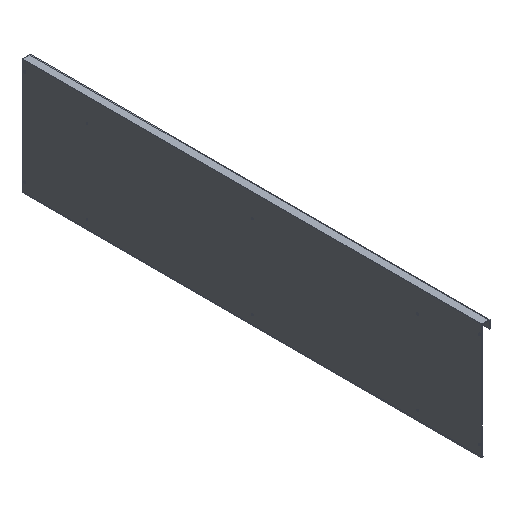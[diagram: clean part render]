
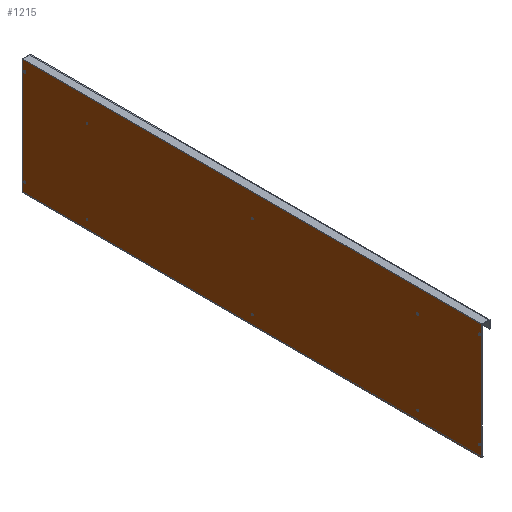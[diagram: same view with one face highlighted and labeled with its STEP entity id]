
A CAD part, isometric view. The second image highlights one B-rep face of the part: STEP entity #1215.
In plain terms, the highlighted planar face has unit normal (-1, 0, 0).
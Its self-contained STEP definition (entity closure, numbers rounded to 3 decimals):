
#1 = DIRECTION ( 'NONE',  ( 1., 0., 0. ) ) ;
#2 = CIRCLE ( 'NONE', #733, 3.25 ) ;
#7 = EDGE_CURVE ( 'NONE', #12, #1103, #967, .T. ) ;
#9 = VERTEX_POINT ( 'NONE', #858 ) ;
#12 = VERTEX_POINT ( 'NONE', #125 ) ;
#24 = DIRECTION ( 'NONE',  ( 0., 0., 1. ) ) ;
#27 = EDGE_LOOP ( 'NONE', ( #520, #1428, #211, #1111 ) ) ;
#34 = DIRECTION ( 'NONE',  ( 1., 0., 0. ) ) ;
#41 = DIRECTION ( 'NONE',  ( 0., 0., 1. ) ) ;
#46 = CARTESIAN_POINT ( 'NONE',  ( 0., -800., 0. ) ) ;
#59 = DIRECTION ( 'NONE',  ( -1., 0., 0. ) ) ;
#63 = CARTESIAN_POINT ( 'NONE',  ( 0., 800., -402.5 ) ) ;
#69 = EDGE_CURVE ( 'NONE', #658, #469, #983, .T. ) ;
#76 = FACE_BOUND ( 'NONE', #394, .T. ) ;
#104 = CARTESIAN_POINT ( 'NONE',  ( 0., -791., -364.25 ) ) ;
#125 = CARTESIAN_POINT ( 'NONE',  ( 0., 791., -370.75 ) ) ;
#132 = EDGE_CURVE ( 'NONE', #697, #451, #493, .T. ) ;
#138 = CARTESIAN_POINT ( 'NONE',  ( 0., 791., -35. ) ) ;
#156 = EDGE_CURVE ( 'NONE', #364, #276, #1397, .T. ) ;
#168 = ORIENTED_EDGE ( 'NONE', *, *, #1015, .T. ) ;
#170 = VECTOR ( 'NONE', #1434, 1000. ) ;
#172 = LINE ( 'NONE', #1310, #457 ) ;
#175 = EDGE_CURVE ( 'NONE', #276, #451, #172, .T. ) ;
#182 = DIRECTION ( 'NONE',  ( 1., 0., 0. ) ) ;
#202 = CARTESIAN_POINT ( 'NONE',  ( 0., -791., -370.75 ) ) ;
#203 = ORIENTED_EDGE ( 'NONE', *, *, #1151, .T. ) ;
#211 = ORIENTED_EDGE ( 'NONE', *, *, #719, .T. ) ;
#227 = EDGE_LOOP ( 'NONE', ( #429, #168 ) ) ;
#234 = EDGE_CURVE ( 'NONE', #544, #1123, #1304, .T. ) ;
#242 = DIRECTION ( 'NONE',  ( 0., 0., 1. ) ) ;
#245 = DIRECTION ( 'NONE',  ( 0., 0., -1. ) ) ;
#255 = ORIENTED_EDGE ( 'NONE', *, *, #545, .T. ) ;
#276 = VERTEX_POINT ( 'NONE', #46 ) ;
#291 = DIRECTION ( 'NONE',  ( 1., 0., 0. ) ) ;
#319 = DIRECTION ( 'NONE',  ( 0., 0., 1. ) ) ;
#324 = DIRECTION ( 'NONE',  ( 1., 0., 0. ) ) ;
#354 = DIRECTION ( 'NONE',  ( 0., 0., 1. ) ) ;
#364 = VERTEX_POINT ( 'NONE', #1292 ) ;
#377 = EDGE_LOOP ( 'NONE', ( #452, #203 ) ) ;
#394 = EDGE_LOOP ( 'NONE', ( #444, #862 ) ) ;
#414 = AXIS2_PLACEMENT_3D ( 'NONE', #63, #59, #1080 ) ;
#423 = EDGE_LOOP ( 'NONE', ( #255, #1353 ) ) ;
#429 = ORIENTED_EDGE ( 'NONE', *, *, #69, .T. ) ;
#444 = ORIENTED_EDGE ( 'NONE', *, *, #234, .T. ) ;
#451 = VERTEX_POINT ( 'NONE', #776 ) ;
#452 = ORIENTED_EDGE ( 'NONE', *, *, #7, .T. ) ;
#457 = VECTOR ( 'NONE', #245, 1000. ) ;
#465 = AXIS2_PLACEMENT_3D ( 'NONE', #1237, #182, #319 ) ;
#469 = VERTEX_POINT ( 'NONE', #773 ) ;
#471 = AXIS2_PLACEMENT_3D ( 'NONE', #771, #324, #354 ) ;
#493 = LINE ( 'NONE', #1419, #749 ) ;
#520 = ORIENTED_EDGE ( 'NONE', *, *, #175, .F. ) ;
#539 = DIRECTION ( 'NONE',  ( 0., -1., 0. ) ) ;
#544 = VERTEX_POINT ( 'NONE', #202 ) ;
#545 = EDGE_CURVE ( 'NONE', #916, #9, #2, .T. ) ;
#573 = AXIS2_PLACEMENT_3D ( 'NONE', #1159, #704, #41 ) ;
#637 = AXIS2_PLACEMENT_3D ( 'NONE', #1402, #667, #242 ) ;
#658 = VERTEX_POINT ( 'NONE', #1297 ) ;
#660 = DIRECTION ( 'NONE',  ( 0., 0., 1. ) ) ;
#667 = DIRECTION ( 'NONE',  ( 1., 0., 0. ) ) ;
#697 = VERTEX_POINT ( 'NONE', #1153 ) ;
#704 = DIRECTION ( 'NONE',  ( 1., 0., 0. ) ) ;
#707 = LINE ( 'NONE', #1291, #170 ) ;
#719 = EDGE_CURVE ( 'NONE', #364, #697, #707, .T. ) ;
#733 = AXIS2_PLACEMENT_3D ( 'NONE', #1093, #1037, #1016 ) ;
#742 = FACE_OUTER_BOUND ( 'NONE', #27, .T. ) ;
#746 = FACE_BOUND ( 'NONE', #423, .T. ) ;
#749 = VECTOR ( 'NONE', #920, 1000. ) ;
#750 = FACE_BOUND ( 'NONE', #377, .T. ) ;
#752 = FACE_BOUND ( 'NONE', #227, .T. ) ;
#771 = CARTESIAN_POINT ( 'NONE',  ( 0., -791., -367.5 ) ) ;
#773 = CARTESIAN_POINT ( 'NONE',  ( 0., 791., -31.75 ) ) ;
#776 = CARTESIAN_POINT ( 'NONE',  ( 0., -800., -402.5 ) ) ;
#840 = AXIS2_PLACEMENT_3D ( 'NONE', #1004, #291, #1128 ) ;
#851 = CIRCLE ( 'NONE', #471, 3.25 ) ;
#858 = CARTESIAN_POINT ( 'NONE',  ( 0., -791., -31.75 ) ) ;
#862 = ORIENTED_EDGE ( 'NONE', *, *, #1155, .T. ) ;
#871 = CIRCLE ( 'NONE', #465, 3.25 ) ;
#897 = AXIS2_PLACEMENT_3D ( 'NONE', #138, #1, #660 ) ;
#915 = CARTESIAN_POINT ( 'NONE',  ( 0., 791., -364.25 ) ) ;
#916 = VERTEX_POINT ( 'NONE', #918 ) ;
#917 = AXIS2_PLACEMENT_3D ( 'NONE', #1110, #34, #24 ) ;
#918 = CARTESIAN_POINT ( 'NONE',  ( 0., -791., -38.25 ) ) ;
#920 = DIRECTION ( 'NONE',  ( 0., -1., 0. ) ) ;
#946 = EDGE_CURVE ( 'NONE', #9, #916, #1325, .T. ) ;
#967 = CIRCLE ( 'NONE', #917, 3.25 ) ;
#983 = CIRCLE ( 'NONE', #897, 3.25 ) ;
#1004 = CARTESIAN_POINT ( 'NONE',  ( 0., -791., -367.5 ) ) ;
#1015 = EDGE_CURVE ( 'NONE', #469, #658, #1150, .T. ) ;
#1016 = DIRECTION ( 'NONE',  ( 0., 0., 1. ) ) ;
#1037 = DIRECTION ( 'NONE',  ( 1., 0., 0. ) ) ;
#1080 = DIRECTION ( 'NONE',  ( 0., 0., 1. ) ) ;
#1093 = CARTESIAN_POINT ( 'NONE',  ( 0., -791., -35. ) ) ;
#1103 = VERTEX_POINT ( 'NONE', #915 ) ;
#1110 = CARTESIAN_POINT ( 'NONE',  ( 0., 791., -367.5 ) ) ;
#1111 = ORIENTED_EDGE ( 'NONE', *, *, #132, .T. ) ;
#1123 = VERTEX_POINT ( 'NONE', #104 ) ;
#1128 = DIRECTION ( 'NONE',  ( 0., 0., 1. ) ) ;
#1150 = CIRCLE ( 'NONE', #573, 3.25 ) ;
#1151 = EDGE_CURVE ( 'NONE', #1103, #12, #871, .T. ) ;
#1153 = CARTESIAN_POINT ( 'NONE',  ( 0., 800., -402.5 ) ) ;
#1155 = EDGE_CURVE ( 'NONE', #1123, #544, #851, .T. ) ;
#1159 = CARTESIAN_POINT ( 'NONE',  ( 0., 791., -35. ) ) ;
#1167 = PLANE ( 'NONE',  #414 ) ;
#1180 = CARTESIAN_POINT ( 'NONE',  ( 0., 800., 0. ) ) ;
#1215 = ADVANCED_FACE ( 'NONE', ( #746, #76, #752, #750, #742 ), #1167, .T. ) ;
#1237 = CARTESIAN_POINT ( 'NONE',  ( 0., 791., -367.5 ) ) ;
#1291 = CARTESIAN_POINT ( 'NONE',  ( 0., 800., -402.5 ) ) ;
#1292 = CARTESIAN_POINT ( 'NONE',  ( 0., 800., 0. ) ) ;
#1297 = CARTESIAN_POINT ( 'NONE',  ( 0., 791., -38.25 ) ) ;
#1304 = CIRCLE ( 'NONE', #840, 3.25 ) ;
#1310 = CARTESIAN_POINT ( 'NONE',  ( 0., -800., -402.5 ) ) ;
#1325 = CIRCLE ( 'NONE', #637, 3.25 ) ;
#1338 = VECTOR ( 'NONE', #539, 1000. ) ;
#1353 = ORIENTED_EDGE ( 'NONE', *, *, #946, .T. ) ;
#1397 = LINE ( 'NONE', #1180, #1338 ) ;
#1402 = CARTESIAN_POINT ( 'NONE',  ( 0., -791., -35. ) ) ;
#1419 = CARTESIAN_POINT ( 'NONE',  ( 0., 800., -402.5 ) ) ;
#1428 = ORIENTED_EDGE ( 'NONE', *, *, #156, .F. ) ;
#1434 = DIRECTION ( 'NONE',  ( 0., 0., -1. ) ) ;
